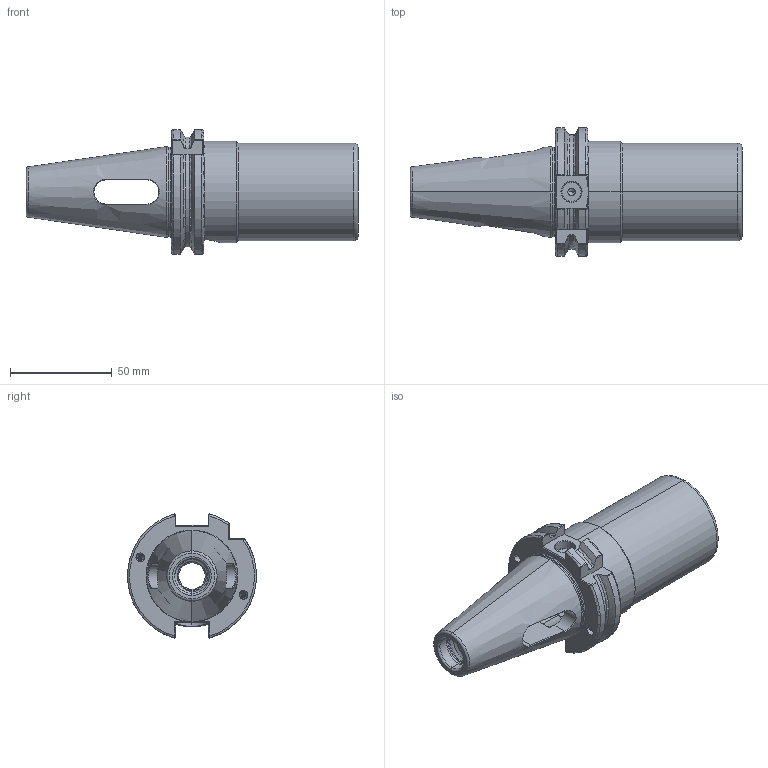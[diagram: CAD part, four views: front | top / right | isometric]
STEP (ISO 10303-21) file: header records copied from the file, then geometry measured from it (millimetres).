
FILE_DESCRIPTION (( 'STEP AP203' ), '1' );
FILE_NAME ('403.07.04.STEP', '2016-07-16T06:26:48', ( '' ), ( '' ), 'SwSTEP 2.0', 'SolidWorks 2012', '' );
FILE_SCHEMA (( 'CONFIG_CONTROL_DESIGN' ));
Length unit declared in the file: millimetre
Products named in the file (1): 403.07.04
Bounding box: 163.4 x 63.34 x 61.24 mm (x, y, z)
Volume: 163084.1 mm3; surface area: 42232.5 mm2
Topology: 1 solids, 1 shells, 270 faces, 715 edges, 436 vertices
Faces by surface type: cylinder 102, plane 56, cone 42, torus 35, bspline 35
Entity records: 18427 total; most frequent: CARTESIAN_POINT 12459, ORIENTED_EDGE 1406, DIRECTION 1028, EDGE_CURVE 703, VERTEX_POINT 436, AXIS2_PLACEMENT_3D 403, EDGE_LOOP 281, FACE_OUTER_BOUND 270
